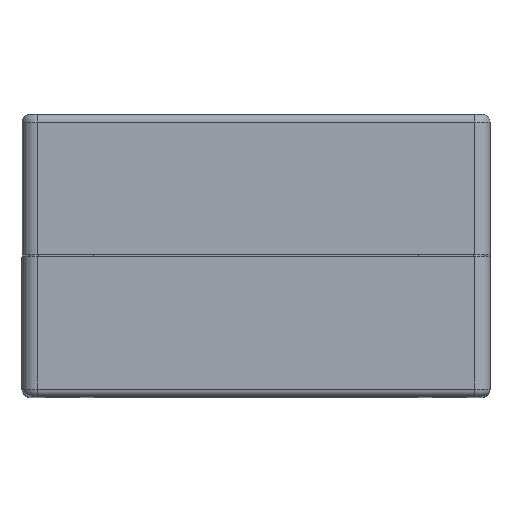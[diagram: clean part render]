
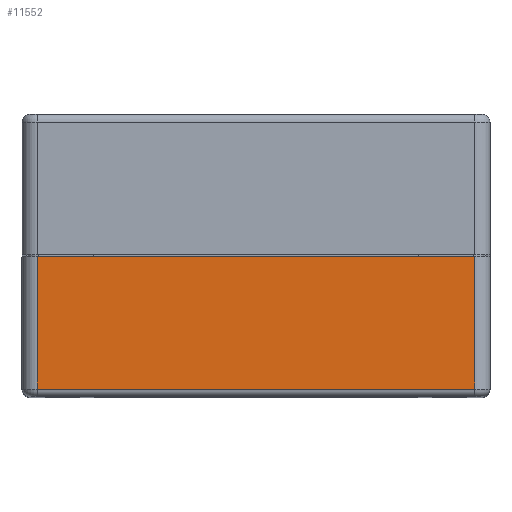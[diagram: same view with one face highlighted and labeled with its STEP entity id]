
A CAD part, top view. The second image highlights one B-rep face of the part: STEP entity #11552.
In plain terms, the highlighted planar face has unit normal (0, 0, 1).
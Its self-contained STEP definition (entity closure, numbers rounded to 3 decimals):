
#472 = CARTESIAN_POINT ( 'NONE',  ( 59., 18.3, 0. ) ) ;
#1119 = ORIENTED_EDGE ( 'NONE', *, *, #24264, .T. ) ;
#2701 = DIRECTION ( 'NONE',  ( 0., 0., -1. ) ) ;
#5222 = CARTESIAN_POINT ( 'NONE',  ( 2., 18.3, 0. ) ) ;
#8035 = VERTEX_POINT ( 'NONE', #472 ) ;
#8290 = AXIS2_PLACEMENT_3D ( 'NONE', #38358, #2701, #11759 ) ;
#8604 = LINE ( 'NONE', #5222, #34344 ) ;
#10192 = EDGE_CURVE ( 'NONE', #23185, #8035, #29923, .T. ) ;
#11043 = DIRECTION ( 'NONE',  ( 1., 0., 0. ) ) ;
#11552 = ADVANCED_FACE ( 'NONE', ( #18736 ), #37517, .F. ) ;
#11759 = DIRECTION ( 'NONE',  ( -1., 0., 0. ) ) ;
#13906 = EDGE_CURVE ( 'NONE', #33658, #22886, #17799, .T. ) ;
#14123 = ORIENTED_EDGE ( 'NONE', *, *, #13906, .T. ) ;
#15641 = EDGE_LOOP ( 'NONE', ( #1119, #14123, #35089, #34183 ) ) ;
#17461 = EDGE_CURVE ( 'NONE', #8035, #22886, #21455, .T. ) ;
#17799 = LINE ( 'NONE', #21168, #18504 ) ;
#18504 = VECTOR ( 'NONE', #11043, 1000. ) ;
#18736 = FACE_OUTER_BOUND ( 'NONE', #15641, .T. ) ;
#21168 = CARTESIAN_POINT ( 'NONE',  ( 0., 1., 0. ) ) ;
#21455 = LINE ( 'NONE', #33692, #25158 ) ;
#22886 = VERTEX_POINT ( 'NONE', #25915 ) ;
#23185 = VERTEX_POINT ( 'NONE', #31366 ) ;
#23461 = VECTOR ( 'NONE', #36669, 1000. ) ;
#24010 = DIRECTION ( 'NONE',  ( 0., -1., 0. ) ) ;
#24264 = EDGE_CURVE ( 'NONE', #23185, #33658, #8604, .T. ) ;
#24619 = DIRECTION ( 'NONE',  ( 0., -1., 0. ) ) ;
#25158 = VECTOR ( 'NONE', #24619, 1000. ) ;
#25915 = CARTESIAN_POINT ( 'NONE',  ( 59., 1., 0. ) ) ;
#29923 = LINE ( 'NONE', #30539, #23461 ) ;
#30539 = CARTESIAN_POINT ( 'NONE',  ( 0., 18.3, 0. ) ) ;
#31366 = CARTESIAN_POINT ( 'NONE',  ( 2., 18.3, 0. ) ) ;
#33658 = VERTEX_POINT ( 'NONE', #34174 ) ;
#33692 = CARTESIAN_POINT ( 'NONE',  ( 59., 18.3, 0. ) ) ;
#34174 = CARTESIAN_POINT ( 'NONE',  ( 2., 1., 0. ) ) ;
#34183 = ORIENTED_EDGE ( 'NONE', *, *, #10192, .F. ) ;
#34344 = VECTOR ( 'NONE', #24010, 1000. ) ;
#35089 = ORIENTED_EDGE ( 'NONE', *, *, #17461, .F. ) ;
#36669 = DIRECTION ( 'NONE',  ( 1., 0., 0. ) ) ;
#37517 = PLANE ( 'NONE',  #8290 ) ;
#38358 = CARTESIAN_POINT ( 'NONE',  ( 0., 18.3, 0. ) ) ;
